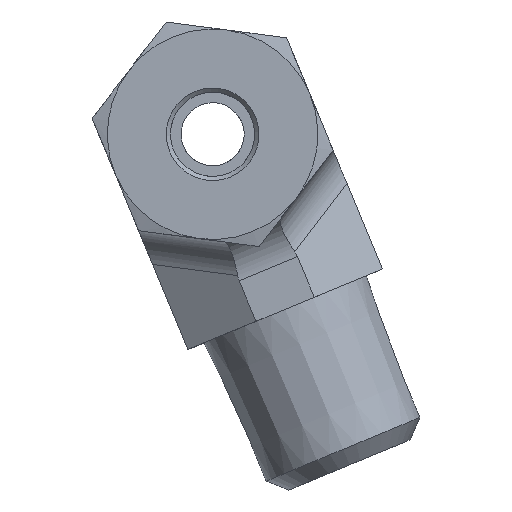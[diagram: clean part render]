
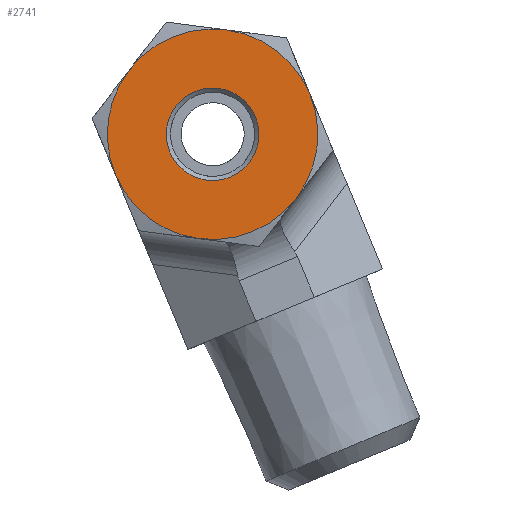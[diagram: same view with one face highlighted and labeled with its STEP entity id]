
A CAD part, front view. The second image highlights one B-rep face of the part: STEP entity #2741.
In plain terms, the highlighted face is planar.
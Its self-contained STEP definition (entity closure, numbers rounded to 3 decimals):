
#2645=CARTESIAN_POINT('',(2.2,0.,11.0));
#2646=VERTEX_POINT('',#2645);
#2647=CARTESIAN_POINT('',(0.0,0.0,11.0));
#2648=DIRECTION('',(0.0,0.0,1.0));
#2649=DIRECTION('',(-1.0,0.0,0.0));
#2650=AXIS2_PLACEMENT_3D('',#2647,#2648,#2649);
#2651=CIRCLE('',#2650,2.2);
#2652=EDGE_CURVE('',#2646,#2646,#2651,.T.);
#2677=CARTESIAN_POINT('',(0.,0.,11.0));
#2678=DIRECTION('',(0.0,0.0,1.0));
#2679=DIRECTION('',(1.0,0.0,0.0));
#2680=AXIS2_PLACEMENT_3D('',#2677,#2678,#2679);
#2681=PLANE('',#2680);
#2682=CARTESIAN_POINT('',(-2.5,-4.33,11.0));
#2683=VERTEX_POINT('',#2682);
#2684=CARTESIAN_POINT('',(2.5,-4.33,11.0));
#2685=VERTEX_POINT('',#2684);
#2686=CARTESIAN_POINT('',(0.0,0.0,11.0));
#2687=DIRECTION('',(0.0,0.0,1.0));
#2688=DIRECTION('',(-0.5,-0.866,0.0));
#2689=AXIS2_PLACEMENT_3D('',#2686,#2687,#2688);
#2690=CIRCLE('',#2689,5.0);
#2691=EDGE_CURVE('',#2683,#2685,#2690,.T.);
#2692=ORIENTED_EDGE('',*,*,#2691,.T.);
#2693=CARTESIAN_POINT('',(5.,0.,11.0));
#2694=VERTEX_POINT('',#2693);
#2695=CARTESIAN_POINT('',(0.0,0.0,11.0));
#2696=DIRECTION('',(0.0,0.0,1.0));
#2697=DIRECTION('',(-0.5,-0.866,0.0));
#2698=AXIS2_PLACEMENT_3D('',#2695,#2696,#2697);
#2699=CIRCLE('',#2698,5.0);
#2700=EDGE_CURVE('',#2685,#2694,#2699,.T.);
#2701=ORIENTED_EDGE('',*,*,#2700,.T.);
#2702=CARTESIAN_POINT('',(2.5,4.33,11.0));
#2703=VERTEX_POINT('',#2702);
#2704=CARTESIAN_POINT('',(0.0,0.0,11.0));
#2705=DIRECTION('',(0.0,0.0,1.0));
#2706=DIRECTION('',(-0.5,-0.866,0.0));
#2707=AXIS2_PLACEMENT_3D('',#2704,#2705,#2706);
#2708=CIRCLE('',#2707,5.0);
#2709=EDGE_CURVE('',#2694,#2703,#2708,.T.);
#2710=ORIENTED_EDGE('',*,*,#2709,.T.);
#2711=CARTESIAN_POINT('',(-2.5,4.33,11.0));
#2712=VERTEX_POINT('',#2711);
#2713=CARTESIAN_POINT('',(0.0,0.0,11.0));
#2714=DIRECTION('',(0.0,0.0,1.0));
#2715=DIRECTION('',(-0.5,-0.866,0.0));
#2716=AXIS2_PLACEMENT_3D('',#2713,#2714,#2715);
#2717=CIRCLE('',#2716,5.0);
#2718=EDGE_CURVE('',#2703,#2712,#2717,.T.);
#2719=ORIENTED_EDGE('',*,*,#2718,.T.);
#2720=CARTESIAN_POINT('',(-5.0,0.0,11.0));
#2721=VERTEX_POINT('',#2720);
#2722=CARTESIAN_POINT('',(0.0,0.0,11.0));
#2723=DIRECTION('',(0.0,0.0,1.0));
#2724=DIRECTION('',(-0.5,-0.866,0.0));
#2725=AXIS2_PLACEMENT_3D('',#2722,#2723,#2724);
#2726=CIRCLE('',#2725,5.0);
#2727=EDGE_CURVE('',#2712,#2721,#2726,.T.);
#2728=ORIENTED_EDGE('',*,*,#2727,.T.);
#2729=CARTESIAN_POINT('',(0.0,0.0,11.0));
#2730=DIRECTION('',(0.0,0.0,1.0));
#2731=DIRECTION('',(-0.5,-0.866,0.0));
#2732=AXIS2_PLACEMENT_3D('',#2729,#2730,#2731);
#2733=CIRCLE('',#2732,5.0);
#2734=EDGE_CURVE('',#2721,#2683,#2733,.T.);
#2735=ORIENTED_EDGE('',*,*,#2734,.T.);
#2736=EDGE_LOOP('',(#2692,#2701,#2710,#2719,#2728,#2735));
#2737=FACE_OUTER_BOUND('',#2736,.T.);
#2738=ORIENTED_EDGE('',*,*,#2652,.F.);
#2739=EDGE_LOOP('',(#2738));
#2740=FACE_BOUND('',#2739,.T.);
#2741=ADVANCED_FACE('',(#2737,#2740),#2681,.T.);
